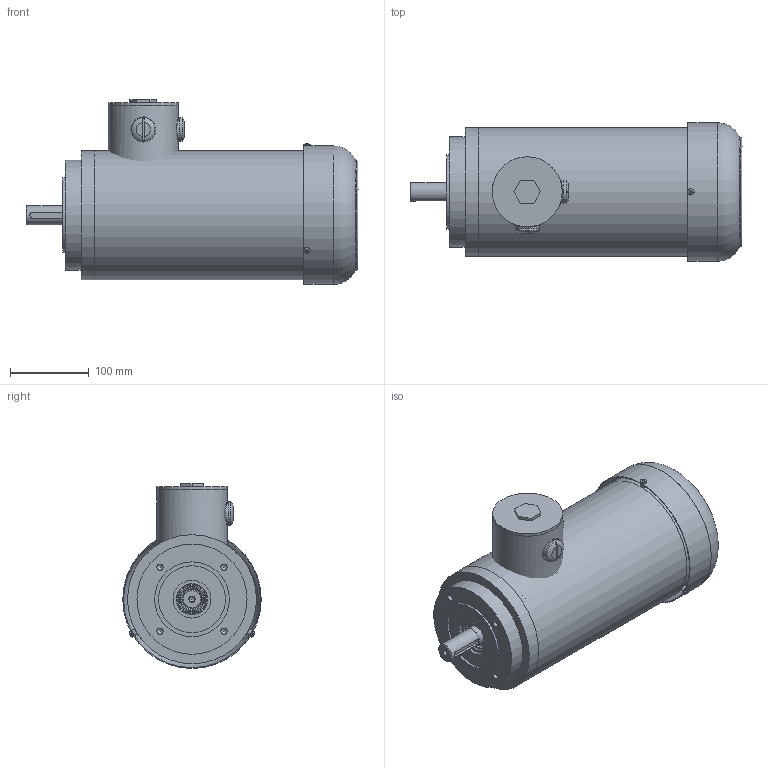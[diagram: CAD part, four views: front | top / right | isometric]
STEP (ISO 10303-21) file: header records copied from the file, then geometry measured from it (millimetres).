
FILE_DESCRIPTION(/* description */ (''),/* implementation_level */ '2;1');
FILE_NAME(/* name */ 'TEFC 90L-6 B14 FT115 1,1KW',/* time_stamp */ '2017-12-18T13:21:44+01:00',/* author */ (''),/* organization */ (''),/* preprocessor_version */ 'ST-DEVELOPER v16.5',/* originating_system */ 'HiCAD 2017 2201.1 Build 351',/* authorisation */ '');
FILE_SCHEMA (('AUTOMOTIVE_DESIGN { 1 0 10303 214 1 1 1 1 }'));
Length unit declared in the file: millimetre
Products named in the file (34): Root; TEFC 90L-6 IMB14 FT115 1,1kW_Baugruppe; DIN 3760-A25x40x7-FKM_Wellendichtringe_0; Gehäuse ; Klemmkasten Ø89; Schraube M25x1,5; Deckel Ø89; Flansch B14; B-Schild; Welle TEFC 90 S-6 0,75kW L=370; DIN 625 - 6205_Kugellager_0; N625KUG; DIN 471-20x1.75_Sicherungsringe_0; Scheiben+Hutmuttern_Baugruppe; Normteilgruppe _0; DIN 1441-8-St_Scheiben für Bolzen; DIN 1587-M6-6_Hutmuttern; Lüfter BG 90; Haube; ISO 7045-M4x5-4.8-H_Flachkopfschrauben_0
Assembly tree (33 placements, depth 5):
  Root
    TEFC 90L-6 IMB14 FT115 1,1kW_Baugruppe
      DIN 3760-A25x40x7-FKM_Wellendichtringe_0
      Gehäuse 
        Klemmkasten Ø89
          Schraube M25x1,5
          Schraube M25x1,5
          Deckel Ø89
      Flansch B14
      B-Schild
      Welle TEFC 90 S-6 0,75kW L=370
        DIN 625 - 6205_Kugellager_0
          N625KUG
          N625KUG
        DIN 625 - 6205_Kugellager_0
          N625KUG
          N625KUG
        DIN 471-20x1.75_Sicherungsringe_0
      Scheiben+Hutmuttern_Baugruppe
        Normteilgruppe _0
          DIN 1441-8-St_Scheiben für Bolzen
          DIN 1441-8-St_Scheiben für Bolzen
          DIN 1441-8-St_Scheiben für Bolzen
          DIN 1441-8-St_Scheiben für Bolzen
        Normteilgruppe _0
          DIN 1587-M6-6_Hutmuttern
          DIN 1587-M6-6_Hutmuttern
          DIN 1587-M6-6_Hutmuttern
          DIN 1587-M6-6_Hutmuttern
      Lüfter BG 90
      Haube
        ISO 7045-M4x5-4.8-H_Flachkopfschrauben_0
        ISO 7045-M4x5-4.8-H_Flachkopfschrauben_0
        ISO 7045-M4x5-4.8-H_Flachkopfschrauben_0
Bounding box: 422 x 176 x 235 mm (x, y, z)
Volume: 1111531.4 mm3; surface area: 710405.2 mm2
Topology: 36 solids, 37 shells, 968 faces, 2317 edges, 1483 vertices
Faces by surface type: plane 439, cylinder 337, cone 75, torus 74, bspline 24, sphere 19
Full cylindrical faces by diameter (mm): 2 x2, 4 x3, 5 x4, 6 x4, 6.773 x1, 7 x4, 8 x15, 9.5 x4, 10 x5, 14 x4, 19 x1, 19.2 x1, 22 x2, 24 x1, 24.6 x2, 25 x6, 25.044 x2, 27 x2, 30 x6, 31.2 x1, 32 x1, 32.155 x4, 33.802 x4, 36.2 x1, 38 x2, 38.1 x1, 40 x3, 43.198 x4, 44.845 x4, 47 x2
Entity records: 58331 total; most frequent: CARTESIAN_POINT 15299, DIRECTION 4968, PRESENTATION_STYLE_ASSIGNMENT 4126, OVER_RIDING_STYLED_ITEM 4090, COLOUR_RGB 4087, DRAUGHTING_PRE_DEFINED_CURVE_FONT 4068, CURVE_STYLE 4068, ORIENTED_EDGE 4068
